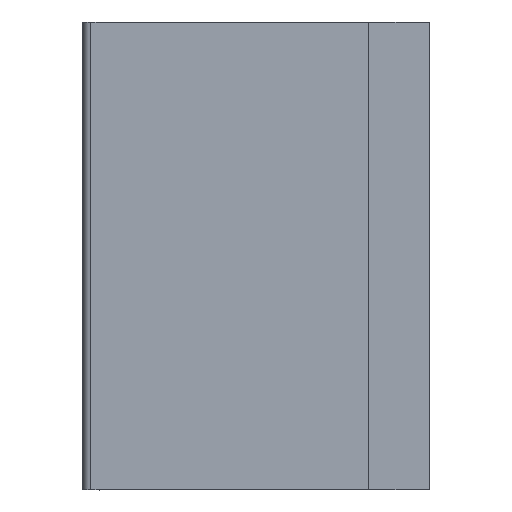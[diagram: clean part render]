
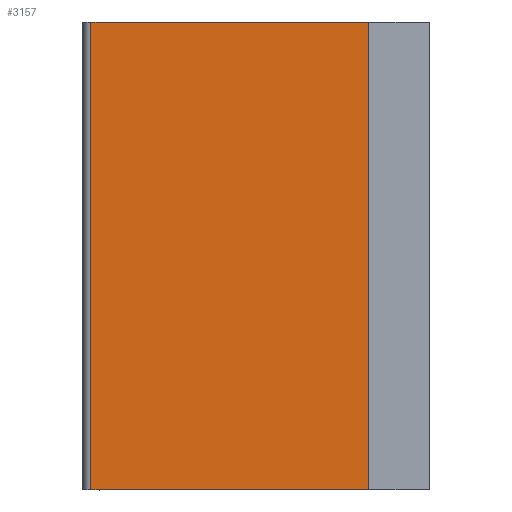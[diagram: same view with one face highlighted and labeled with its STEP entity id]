
A CAD part, left-side view. The second image highlights one B-rep face of the part: STEP entity #3157.
In plain terms, the highlighted planar face has unit normal (-1, 0, 0).
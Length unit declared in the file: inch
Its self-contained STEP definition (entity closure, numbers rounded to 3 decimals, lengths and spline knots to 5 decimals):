
#17 = CARTESIAN_POINT ( 'NONE',  ( -1.5, -1.063, 1.6875 ) ) ;
#85 = CARTESIAN_POINT ( 'NONE',  ( -1.5, 0.94, -1.6875 ) ) ;
#131 = DIRECTION ( 'NONE',  ( 0., 0., -1. ) ) ;
#284 = CARTESIAN_POINT ( 'NONE',  ( -1.5, 0.94, -1.6875 ) ) ;
#516 = LINE ( 'NONE', #4051, #3115 ) ;
#776 = CARTESIAN_POINT ( 'NONE',  ( -1.5, -1.063, -1.6875 ) ) ;
#901 = VECTOR ( 'NONE', #131, 39.37008 ) ;
#949 = CARTESIAN_POINT ( 'NONE',  ( -1.5, 0., 1.6875 ) ) ;
#1109 = FACE_OUTER_BOUND ( 'NONE', #1389, .T. ) ;
#1174 = VECTOR ( 'NONE', #3006, 39.37008 ) ;
#1309 = EDGE_CURVE ( 'NONE', #4517, #4310, #4984, .T. ) ;
#1317 = DIRECTION ( 'NONE',  ( 0., 1., 0. ) ) ;
#1319 = ORIENTED_EDGE ( 'NONE', *, *, #3229, .F. ) ;
#1383 = CARTESIAN_POINT ( 'NONE',  ( -1.5, -1.063, -2.36488 ) ) ;
#1389 = EDGE_LOOP ( 'NONE', ( #3048, #2798, #1319, #4904 ) ) ;
#1746 = LINE ( 'NONE', #949, #2718 ) ;
#1858 = AXIS2_PLACEMENT_3D ( 'NONE', #1925, #5138, #4740 ) ;
#1925 = CARTESIAN_POINT ( 'NONE',  ( -1.5, 0., -1.6875 ) ) ;
#1940 = VERTEX_POINT ( 'NONE', #776 ) ;
#2540 = LINE ( 'NONE', #1383, #1174 ) ;
#2665 = EDGE_CURVE ( 'NONE', #1940, #3305, #2540, .T. ) ;
#2709 = PLANE ( 'NONE',  #1858 ) ;
#2718 = VECTOR ( 'NONE', #3343, 39.37008 ) ;
#2798 = ORIENTED_EDGE ( 'NONE', *, *, #1309, .T. ) ;
#2940 = CARTESIAN_POINT ( 'NONE',  ( -1.5, 0.94, 1.6875 ) ) ;
#3006 = DIRECTION ( 'NONE',  ( 0., 0., 1. ) ) ;
#3048 = ORIENTED_EDGE ( 'NONE', *, *, #5169, .T. ) ;
#3115 = VECTOR ( 'NONE', #1317, 39.37008 ) ;
#3157 = ADVANCED_FACE ( 'NONE', ( #1109 ), #2709, .F. ) ;
#3229 = EDGE_CURVE ( 'NONE', #1940, #4310, #516, .T. ) ;
#3305 = VERTEX_POINT ( 'NONE', #17 ) ;
#3343 = DIRECTION ( 'NONE',  ( 0., 1., 0. ) ) ;
#4051 = CARTESIAN_POINT ( 'NONE',  ( -1.5, 0., -1.6875 ) ) ;
#4310 = VERTEX_POINT ( 'NONE', #284 ) ;
#4517 = VERTEX_POINT ( 'NONE', #2940 ) ;
#4740 = DIRECTION ( 'NONE',  ( 0., 0., -1. ) ) ;
#4904 = ORIENTED_EDGE ( 'NONE', *, *, #2665, .T. ) ;
#4984 = LINE ( 'NONE', #85, #901 ) ;
#5138 = DIRECTION ( 'NONE',  ( 1., 0., 0. ) ) ;
#5169 = EDGE_CURVE ( 'NONE', #3305, #4517, #1746, .T. ) ;
